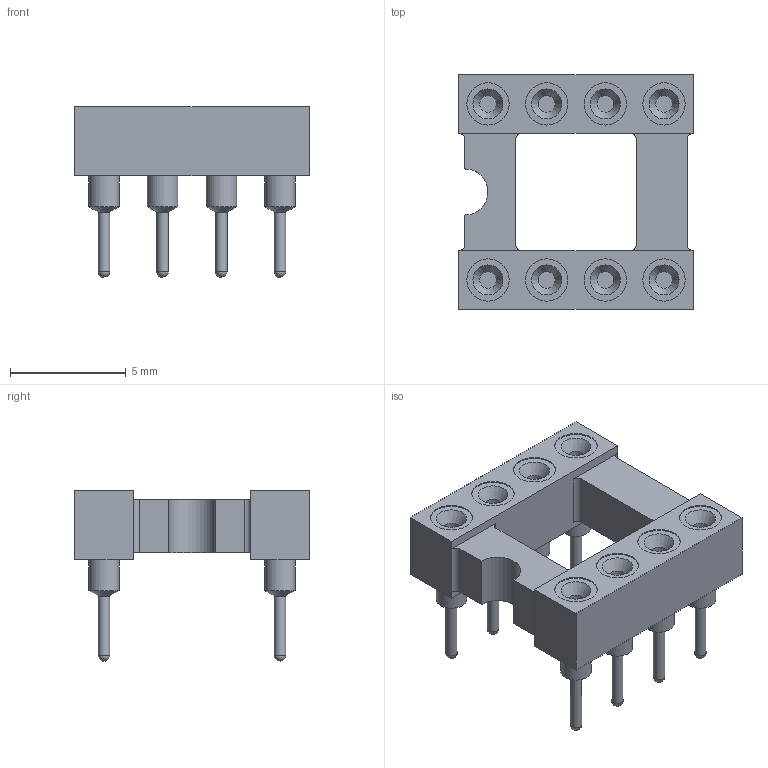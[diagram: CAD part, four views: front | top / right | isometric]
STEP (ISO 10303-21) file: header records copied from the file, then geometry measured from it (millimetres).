
FILE_DESCRIPTION(('STEP AP214'), '1');
FILE_NAME('DIP_panel', '2018-05-05T21:05:07', ('Chugay'), (''), 'ASCON STEP Converter 1.3', 'ASCON Math Kernel', '');
FILE_SCHEMA(('AUTOMOTIVE_DESIGN { 1 0 10303 214 3 1 1}'));
Length unit declared in the file: millimetre
Bounding box: 10.16 x 10.16 x 7.4 mm (x, y, z)
Volume: 212.2 mm3; surface area: 450.2 mm2
Topology: 1 solids, 1 shells, 102 faces, 214 edges, 132 vertices
Faces by surface type: cylinder 41, plane 37, cone 16, sphere 8
Full cylindrical faces by diameter (mm): 0.5 x8, 0.723 x8, 1.32 x8, 1.83 x8
Entity records: 3224 total; most frequent: DIRECTION 446, CARTESIAN_POINT 377, ORIENTED_EDGE 300, AXIS2_PLACEMENT_3D 193, EDGE_LOOP 178, EDGE_CURVE 150, VERTEX_POINT 124, FACE_OUTER_BOUND 104
